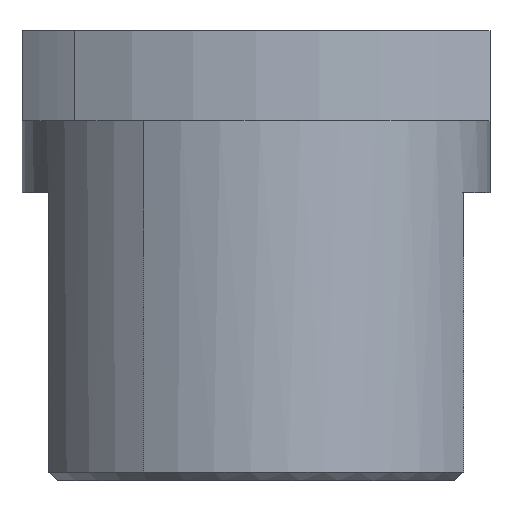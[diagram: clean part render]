
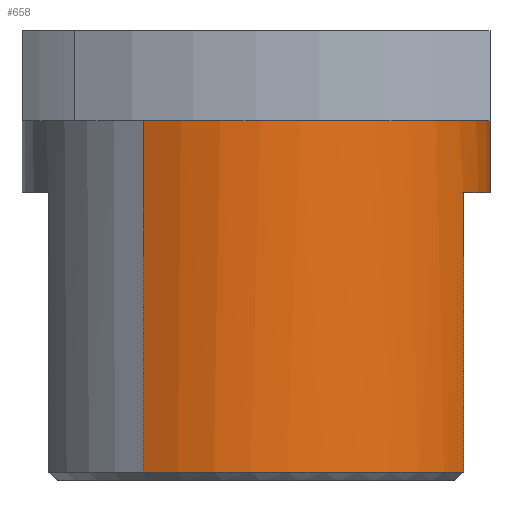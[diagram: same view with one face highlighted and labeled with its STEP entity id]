
A CAD part, front view. The second image highlights one B-rep face of the part: STEP entity #658.
In plain terms, the highlighted cylindrical face has radius 13 mm (diameter 26 mm), a partial arc.
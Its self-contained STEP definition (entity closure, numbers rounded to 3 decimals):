
#245=CARTESIAN_POINT('Vertex',(13.,0.,20.)) ;
#301=CARTESIAN_POINT('Axis2P3D Location',(0.,0.,20.)) ;
#305=CARTESIAN_POINT('Vertex',(6.233,11.409,20.)) ;
#344=CARTESIAN_POINT('Vertex',(-6.233,-11.409,20.)) ;
#347=CARTESIAN_POINT('Axis2P3D Location',(0.,0.,20.)) ;
#587=CARTESIAN_POINT('Axis2P3D Location',(0.,0.,7.5)) ;
#592=CARTESIAN_POINT('Axis2P3D Location',(0.,0.,0.5)) ;
#596=CARTESIAN_POINT('Vertex',(6.233,11.409,0.5)) ;
#598=CARTESIAN_POINT('Vertex',(11.533,6.,0.5)) ;
#601=CARTESIAN_POINT('Line Origine',(6.233,11.409,10.25)) ;
#606=CARTESIAN_POINT('Line Origine',(-6.233,-11.409,10.25)) ;
#610=CARTESIAN_POINT('Vertex',(-6.233,-11.409,0.5)) ;
#613=CARTESIAN_POINT('Axis2P3D Location',(0.,0.,0.5)) ;
#617=CARTESIAN_POINT('Vertex',(11.533,-6.,0.5)) ;
#620=CARTESIAN_POINT('Line Origine',(11.533,-6.,10.25)) ;
#624=CARTESIAN_POINT('Vertex',(11.533,-6.,16.)) ;
#627=CARTESIAN_POINT('Axis2P3D Location',(0.,0.,16.)) ;
#631=CARTESIAN_POINT('Vertex',(13.,0.,16.)) ;
#634=CARTESIAN_POINT('Axis2P3D Location',(0.,0.,16.)) ;
#638=CARTESIAN_POINT('Vertex',(11.533,6.,16.)) ;
#641=CARTESIAN_POINT('Line Origine',(11.533,6.,10.25)) ;
#302=DIRECTION('Axis2P3D Direction',(0.,0.,-1.)) ;
#348=DIRECTION('Axis2P3D Direction',(0.,0.,-1.)) ;
#588=DIRECTION('Axis2P3D Direction',(0.,0.,-1.)) ;
#589=DIRECTION('Axis2P3D XDirection',(0.479,0.878,0.)) ;
#593=DIRECTION('Axis2P3D Direction',(0.,0.,-1.)) ;
#602=DIRECTION('Vector Direction',(0.,0.,-1.)) ;
#607=DIRECTION('Vector Direction',(0.,0.,-1.)) ;
#614=DIRECTION('Axis2P3D Direction',(0.,0.,-1.)) ;
#621=DIRECTION('Vector Direction',(0.,0.,-1.)) ;
#628=DIRECTION('Axis2P3D Direction',(0.,0.,-1.)) ;
#635=DIRECTION('Axis2P3D Direction',(0.,0.,-1.)) ;
#642=DIRECTION('Vector Direction',(0.,0.,-1.)) ;
#303=AXIS2_PLACEMENT_3D('Circle Axis2P3D',#301,#302,$) ;
#349=AXIS2_PLACEMENT_3D('Circle Axis2P3D',#347,#348,$) ;
#590=AXIS2_PLACEMENT_3D('Cylinder Axis2P3D',#587,#588,#589) ;
#594=AXIS2_PLACEMENT_3D('Circle Axis2P3D',#592,#593,$) ;
#615=AXIS2_PLACEMENT_3D('Circle Axis2P3D',#613,#614,$) ;
#629=AXIS2_PLACEMENT_3D('Circle Axis2P3D',#627,#628,$) ;
#636=AXIS2_PLACEMENT_3D('Circle Axis2P3D',#634,#635,$) ;
#647=ORIENTED_EDGE('',*,*,#600,.F.) ;
#648=ORIENTED_EDGE('',*,*,#605,.T.) ;
#649=ORIENTED_EDGE('',*,*,#307,.T.) ;
#650=ORIENTED_EDGE('',*,*,#351,.T.) ;
#651=ORIENTED_EDGE('',*,*,#612,.F.) ;
#652=ORIENTED_EDGE('',*,*,#619,.F.) ;
#653=ORIENTED_EDGE('',*,*,#626,.T.) ;
#654=ORIENTED_EDGE('',*,*,#633,.F.) ;
#655=ORIENTED_EDGE('',*,*,#640,.F.) ;
#656=ORIENTED_EDGE('',*,*,#645,.F.) ;
#603=VECTOR('Line Direction',#602,1.) ;
#608=VECTOR('Line Direction',#607,1.) ;
#622=VECTOR('Line Direction',#621,1.) ;
#643=VECTOR('Line Direction',#642,1.) ;
#658=ADVANCED_FACE('PartBody',(#657),#591,.T.) ;
#304=CIRCLE('generated circle',#303,13.) ;
#350=CIRCLE('generated circle',#349,13.) ;
#595=CIRCLE('generated circle',#594,13.) ;
#616=CIRCLE('generated circle',#615,13.) ;
#630=CIRCLE('generated circle',#629,13.) ;
#637=CIRCLE('generated circle',#636,13.) ;
#591=CYLINDRICAL_SURFACE('generated cylinder',#590,13.) ;
#307=EDGE_CURVE('',#306,#246,#304,.T.) ;
#351=EDGE_CURVE('',#246,#345,#350,.T.) ;
#600=EDGE_CURVE('',#597,#599,#595,.T.) ;
#605=EDGE_CURVE('',#597,#306,#604,.F.) ;
#612=EDGE_CURVE('',#611,#345,#609,.F.) ;
#619=EDGE_CURVE('',#618,#611,#616,.T.) ;
#626=EDGE_CURVE('',#618,#625,#623,.F.) ;
#633=EDGE_CURVE('',#632,#625,#630,.T.) ;
#640=EDGE_CURVE('',#639,#632,#637,.T.) ;
#645=EDGE_CURVE('',#599,#639,#644,.F.) ;
#646=EDGE_LOOP('',(#647,#648,#649,#650,#651,#652,#653,#654,#655,#656)) ;
#657=FACE_OUTER_BOUND('',#646,.T.) ;
#604=LINE('Line',#601,#603) ;
#609=LINE('Line',#606,#608) ;
#623=LINE('Line',#620,#622) ;
#644=LINE('Line',#641,#643) ;
#246=VERTEX_POINT('',#245) ;
#306=VERTEX_POINT('',#305) ;
#345=VERTEX_POINT('',#344) ;
#597=VERTEX_POINT('',#596) ;
#599=VERTEX_POINT('',#598) ;
#611=VERTEX_POINT('',#610) ;
#618=VERTEX_POINT('',#617) ;
#625=VERTEX_POINT('',#624) ;
#632=VERTEX_POINT('',#631) ;
#639=VERTEX_POINT('',#638) ;
